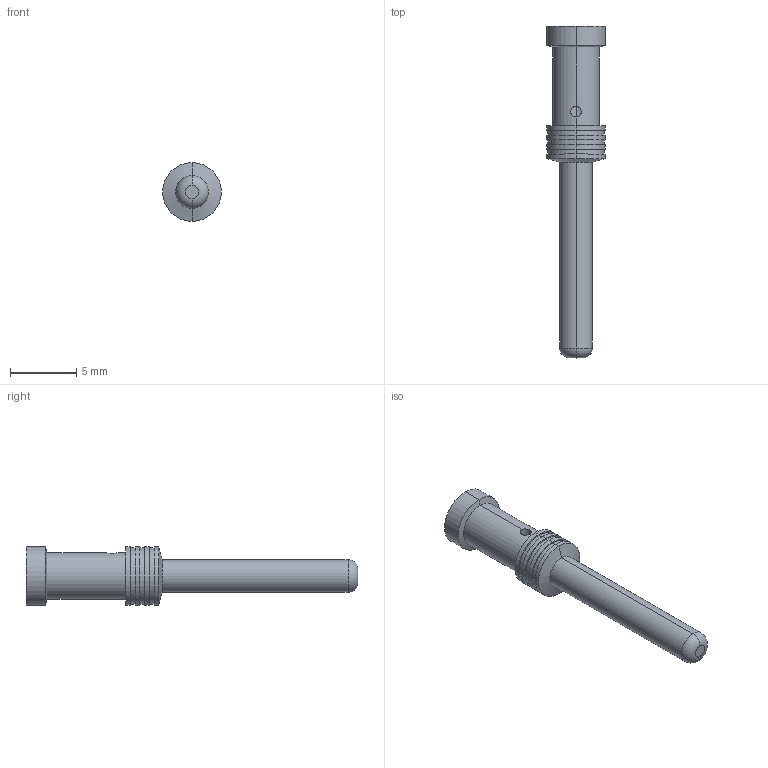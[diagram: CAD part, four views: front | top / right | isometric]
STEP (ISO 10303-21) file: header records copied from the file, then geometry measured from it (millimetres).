
FILE_DESCRIPTION (( 'STEP AP214' ), '1' );
FILE_NAME ('ZP-MC-CC-M16A-14G.step', '2015-08-12T18:18:35', ( '' ), ( '' ), 'SwSTEP 2.0', 'SolidWorks 2014', '' );
FILE_SCHEMA (( 'AUTOMOTIVE_DESIGN' ));
Length unit declared in the file: millimetre
Products named in the file (1): ZP-MC-CC-M16A-14G
Bounding box: 4.42 x 25 x 4.42 mm (x, y, z)
Volume: 151.5 mm3; surface area: 338.1 mm2
Topology: 1 solids, 1 shells, 42 faces, 90 edges, 56 vertices
Faces by surface type: cylinder 24, plane 10, cone 6, torus 2
Entity records: 1238 total; most frequent: CARTESIAN_POINT 263, DIRECTION 214, ORIENTED_EDGE 180, AXIS2_PLACEMENT_3D 91, EDGE_CURVE 90, VERTEX_POINT 56, EDGE_LOOP 50, CIRCLE 48
